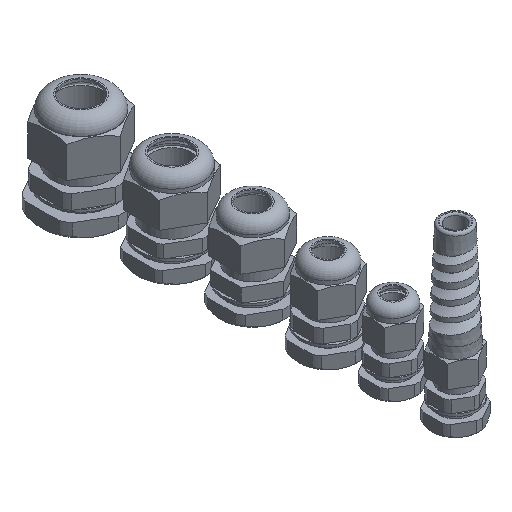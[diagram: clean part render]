
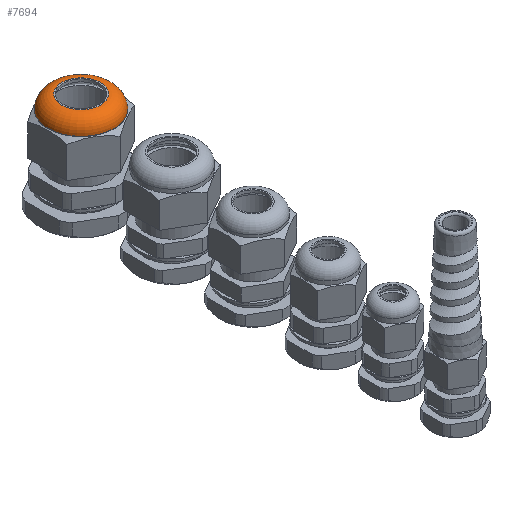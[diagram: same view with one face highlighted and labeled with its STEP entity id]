
A CAD part, isometric view. The second image highlights one B-rep face of the part: STEP entity #7694.
In plain terms, the highlighted toroidal (fillet/blend) face has major radius 7.5 mm and minor radius 5.2 mm.
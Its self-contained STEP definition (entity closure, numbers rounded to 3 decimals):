
#7650 = VERTEX_POINT('',#7651);
#7651 = CARTESIAN_POINT('',(12.7,0.,23.5));
#7657 = EDGE_CURVE('',#7650,#7650,#7658,.T.);
#7658 = CIRCLE('',#7659,12.7);
#7659 = AXIS2_PLACEMENT_3D('',#7660,#7661,#7662);
#7660 = CARTESIAN_POINT('',(0.,0.,23.5));
#7661 = DIRECTION('',(0.,0.,-1.));
#7662 = DIRECTION('',(1.,0.,0.));
#7694 = ADVANCED_FACE('',(#7695),#7715,.F.);
#7695 = FACE_BOUND('',#7696,.T.);
#7696 = EDGE_LOOP('',(#7697,#7698,#7707,#7714));
#7697 = ORIENTED_EDGE('',*,*,#7657,.T.);
#7698 = ORIENTED_EDGE('',*,*,#7699,.T.);
#7699 = EDGE_CURVE('',#7650,#7700,#7702,.T.);
#7700 = VERTEX_POINT('',#7701);
#7701 = CARTESIAN_POINT('',(7.5,0.,28.7));
#7702 = CIRCLE('',#7703,5.2);
#7703 = AXIS2_PLACEMENT_3D('',#7704,#7705,#7706);
#7704 = CARTESIAN_POINT('',(7.5,0.,23.5));
#7705 = DIRECTION('',(0.,-1.,0.));
#7706 = DIRECTION('',(1.,0.,0.));
#7707 = ORIENTED_EDGE('',*,*,#7708,.F.);
#7708 = EDGE_CURVE('',#7700,#7700,#7709,.T.);
#7709 = CIRCLE('',#7710,7.5);
#7710 = AXIS2_PLACEMENT_3D('',#7711,#7712,#7713);
#7711 = CARTESIAN_POINT('',(0.,0.,28.7));
#7712 = DIRECTION('',(0.,0.,-1.));
#7713 = DIRECTION('',(1.,0.,0.));
#7714 = ORIENTED_EDGE('',*,*,#7699,.F.);
#7715 = TOROIDAL_SURFACE('',#7716,7.5,5.2);
#7716 = AXIS2_PLACEMENT_3D('',#7717,#7718,#7719);
#7717 = CARTESIAN_POINT('',(0.,0.,23.5));
#7718 = DIRECTION('',(0.,0.,1.));
#7719 = DIRECTION('',(1.,0.,0.));
